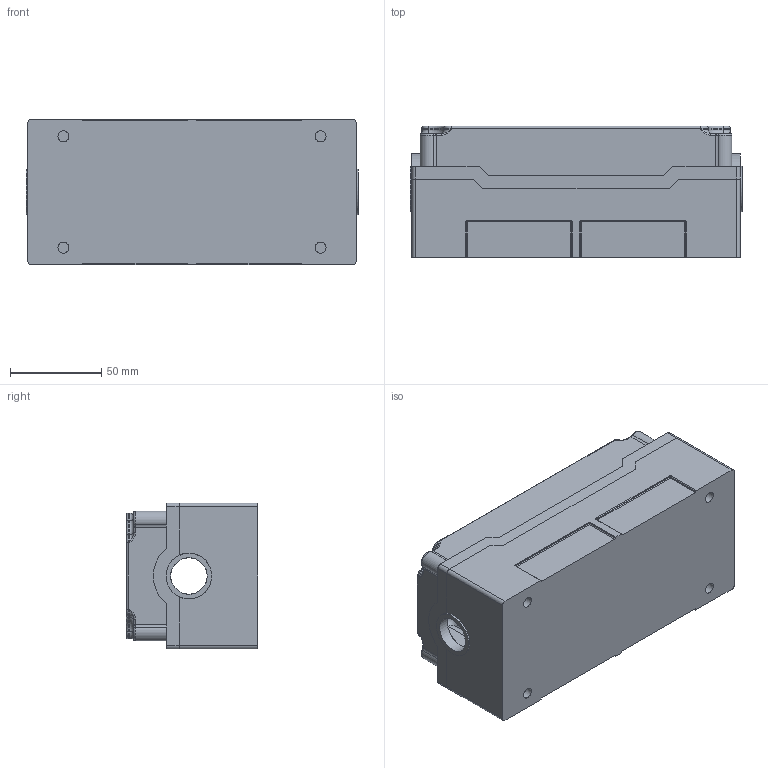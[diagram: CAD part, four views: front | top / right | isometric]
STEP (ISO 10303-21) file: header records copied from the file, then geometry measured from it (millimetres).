
FILE_DESCRIPTION(/* description */ (''),/* implementation_level */ '2;1');
FILE_NAME(/* name */ '7006E13.stp',/* time_stamp */ '2016-07-01T08:39:12-04:00',/* author */ ('CAD Station'),/* organization */ (''),/* preprocessor_version */ 'ST-DEVELOPER v16.1',/* originating_system */ 'Autodesk Inventor 2016',/* authorisation */ '');
FILE_SCHEMA (('AUTOMOTIVE_DESIGN { 1 0 10303 214 3 1 1 }'));
Length unit declared in the file: millimetre
Products named in the file (4): 7006E13_T; 7006E13; Screw; 7006E13_1
Assembly tree (6 placements, depth 2):
  7006E13_1
    7006E13_T
    7006E13
    Screw  x4
Bounding box: 182 x 72 x 80 mm (x, y, z)
Volume: 297613.5 mm3; surface area: 134442.1 mm2
Topology: 6 solids, 6 shells, 735 faces, 1893 edges, 1145 vertices
Faces by surface type: cylinder 301, plane 290, torus 72, bspline 64, sphere 4, cone 4
Full cylindrical faces by diameter (mm): 3 x12, 6 x4, 7.5 x4, 8 x4, 20 x2, 25 x2, 30 x3
Entity records: 21986 total; most frequent: CARTESIAN_POINT 6118, DIRECTION 3376, ORIENTED_EDGE 3232, EDGE_CURVE 1616, AXIS2_PLACEMENT_3D 1259, VERTEX_POINT 1010, LINE 858, VECTOR 858
